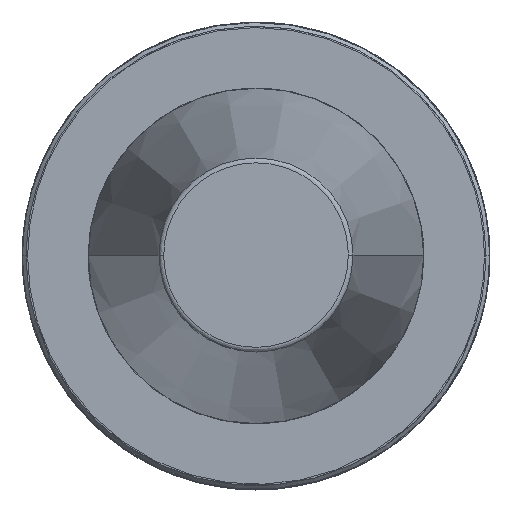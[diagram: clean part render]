
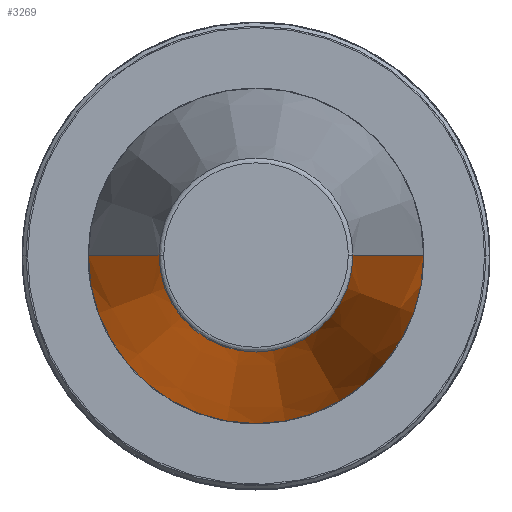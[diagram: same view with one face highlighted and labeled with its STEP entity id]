
A CAD part, top view. The second image highlights one B-rep face of the part: STEP entity #3269.
In plain terms, the highlighted conical face has half-angle 8.297 degrees and reference radius 34.925 mm.
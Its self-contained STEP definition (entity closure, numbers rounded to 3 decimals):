
#52 = CARTESIAN_POINT ( 'NONE',  ( 0., 0., 100.894 ) ) ;
#98 = AXIS2_PLACEMENT_3D ( 'NONE', #3207, #901, #1218 ) ;
#110 = FACE_OUTER_BOUND ( 'NONE', #1028, .T. ) ;
#152 = EDGE_CURVE ( 'NONE', #2606, #2646, #2647, .T. ) ;
#293 = CARTESIAN_POINT ( 'NONE',  ( 34.925, 0., 0. ) ) ;
#389 = DIRECTION ( 'NONE',  ( -1., 0., 0. ) ) ;
#509 = ORIENTED_EDGE ( 'NONE', *, *, #2947, .T. ) ;
#605 = CONICAL_SURFACE ( 'NONE', #98, 34.925, 0.145 ) ;
#638 = DIRECTION ( 'NONE',  ( 0.144, 0., -0.99 ) ) ;
#639 = DIRECTION ( 'NONE',  ( 0., 0., 1. ) ) ;
#644 = CARTESIAN_POINT ( 'NONE',  ( 0., 0., 0. ) ) ;
#677 = DIRECTION ( 'NONE',  ( -1., 0., 0. ) ) ;
#901 = DIRECTION ( 'NONE',  ( 0., 0., -1. ) ) ;
#1007 = LINE ( 'NONE', #293, #3213 ) ;
#1028 = EDGE_LOOP ( 'NONE', ( #3075, #509, #3679, #1254 ) ) ;
#1218 = DIRECTION ( 'NONE',  ( -1., 0., 0. ) ) ;
#1254 = ORIENTED_EDGE ( 'NONE', *, *, #152, .T. ) ;
#1318 = LINE ( 'NONE', #1596, #3341 ) ;
#1413 = VERTEX_POINT ( 'NONE', #4217 ) ;
#1555 = CIRCLE ( 'NONE', #1647, 20.211 ) ;
#1596 = CARTESIAN_POINT ( 'NONE',  ( -34.925, 0., 0. ) ) ;
#1647 = AXIS2_PLACEMENT_3D ( 'NONE', #52, #2397, #389 ) ;
#1766 = EDGE_CURVE ( 'NONE', #2288, #2606, #1318, .T. ) ;
#1835 = CARTESIAN_POINT ( 'NONE',  ( 34.925, 0., 0. ) ) ;
#1921 = DIRECTION ( 'NONE',  ( -0.144, 0., -0.99 ) ) ;
#2119 = CARTESIAN_POINT ( 'NONE',  ( -34.925, 0., 0. ) ) ;
#2288 = VERTEX_POINT ( 'NONE', #2295 ) ;
#2295 = CARTESIAN_POINT ( 'NONE',  ( -20.211, 0., 100.894 ) ) ;
#2305 = EDGE_CURVE ( 'NONE', #1413, #2646, #1007, .T. ) ;
#2397 = DIRECTION ( 'NONE',  ( 0., 0., -1. ) ) ;
#2606 = VERTEX_POINT ( 'NONE', #2119 ) ;
#2646 = VERTEX_POINT ( 'NONE', #1835 ) ;
#2647 = CIRCLE ( 'NONE', #4231, 34.925 ) ;
#2947 = EDGE_CURVE ( 'NONE', #1413, #2288, #1555, .T. ) ;
#3075 = ORIENTED_EDGE ( 'NONE', *, *, #2305, .F. ) ;
#3207 = CARTESIAN_POINT ( 'NONE',  ( 0., 0., 0. ) ) ;
#3213 = VECTOR ( 'NONE', #638, 1000. ) ;
#3269 = ADVANCED_FACE ( 'NONE', ( #110 ), #605, .T. ) ;
#3341 = VECTOR ( 'NONE', #1921, 1000. ) ;
#3679 = ORIENTED_EDGE ( 'NONE', *, *, #1766, .T. ) ;
#4217 = CARTESIAN_POINT ( 'NONE',  ( 20.211, 0., 100.894 ) ) ;
#4231 = AXIS2_PLACEMENT_3D ( 'NONE', #644, #639, #677 ) ;
